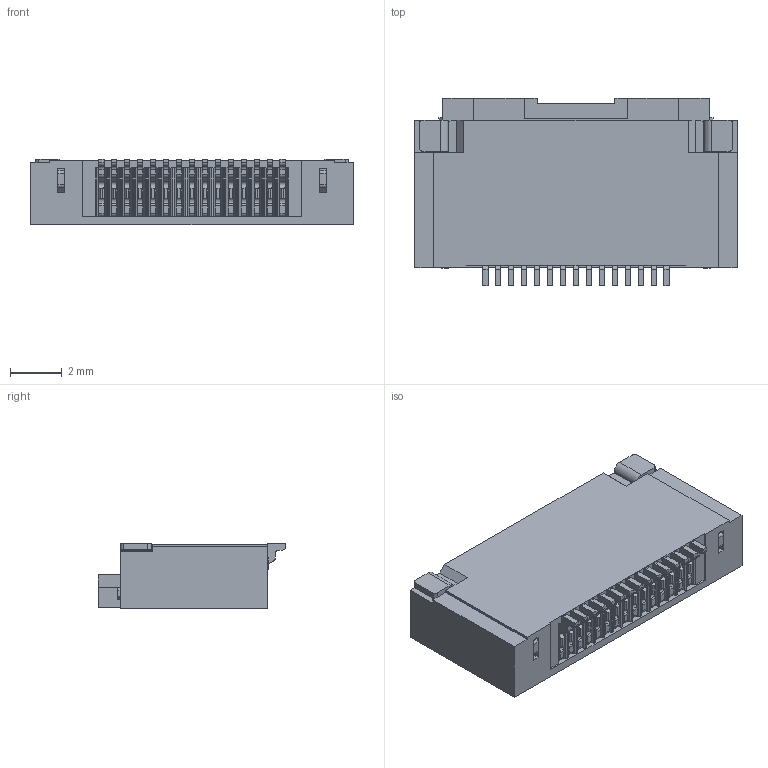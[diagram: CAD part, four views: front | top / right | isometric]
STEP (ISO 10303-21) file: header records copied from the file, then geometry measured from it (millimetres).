
FILE_DESCRIPTION((''),'2;1');
FILE_NAME('FPC05-255H-COVER-15P_ASM','2022-12-19T16:25:13',('Administrator'),(''),'CREO PARAMETRIC BY PTC INC, 2020033','CREO PARAMETRIC BY PTC INC, 2020033','');
FILE_SCHEMA(('CONFIG_CONTROL_DESIGN'));
Length unit declared in the file: millimetre
Products named in the file (1): FPC05-255H-COVER-15P_ASM
Bounding box: 12.45 x 7.25 x 2.55 mm (x, y, z)
Volume: 131.3 mm3; surface area: 750.1 mm2
Topology: 1 solids, 1 shells, 1494 faces, 4572 edges, 2968 vertices
Faces by surface type: plane 845, cylinder 587, sphere 30, torus 30, bspline 2
Entity records: 51791 total; most frequent: CARTESIAN_POINT 9985, ORIENTED_EDGE 9144, DIRECTION 8578, EDGE_CURVE 4572, VECTOR 3222, LINE 3222, VERTEX_POINT 2968, AXIS2_PLACEMENT_3D 2678
